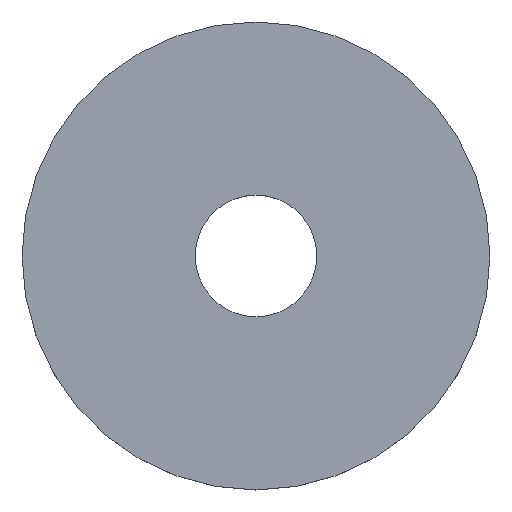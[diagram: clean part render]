
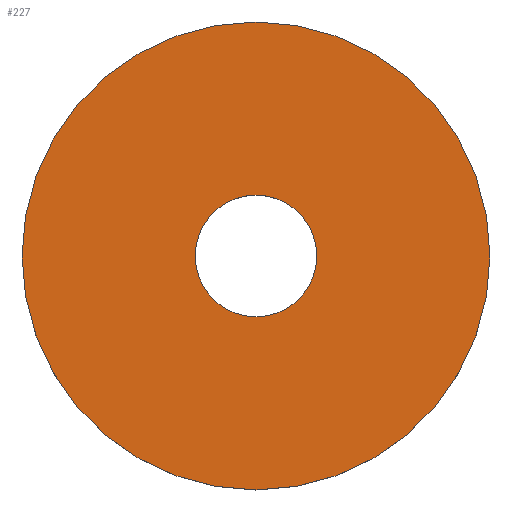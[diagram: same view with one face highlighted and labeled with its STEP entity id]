
A CAD part, top view. The second image highlights one B-rep face of the part: STEP entity #227.
In plain terms, the highlighted planar face has unit normal (0, 0, 1).
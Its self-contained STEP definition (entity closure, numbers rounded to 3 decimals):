
#2 = VERTEX_POINT ( 'NONE', #241 ) ;
#25 = CARTESIAN_POINT ( 'NONE',  ( 0., 0., 5. ) ) ;
#30 = CIRCLE ( 'NONE', #165, 25. ) ;
#38 = ORIENTED_EDGE ( 'NONE', *, *, #118, .T. ) ;
#40 = AXIS2_PLACEMENT_3D ( 'NONE', #101, #217, #112 ) ;
#47 = PLANE ( 'NONE',  #40 ) ;
#51 = EDGE_CURVE ( 'NONE', #2, #222, #211, .T. ) ;
#60 = ORIENTED_EDGE ( 'NONE', *, *, #131, .F. ) ;
#64 = EDGE_LOOP ( 'NONE', ( #38, #240 ) ) ;
#69 = ORIENTED_EDGE ( 'NONE', *, *, #51, .F. ) ;
#76 = EDGE_CURVE ( 'NONE', #89, #226, #30, .T. ) ;
#78 = DIRECTION ( 'NONE',  ( 0., 0., 1. ) ) ;
#80 = CARTESIAN_POINT ( 'NONE',  ( 0., 0., 5. ) ) ;
#84 = FACE_BOUND ( 'NONE', #122, .T. ) ;
#89 = VERTEX_POINT ( 'NONE', #247 ) ;
#92 = AXIS2_PLACEMENT_3D ( 'NONE', #25, #100, #152 ) ;
#100 = DIRECTION ( 'NONE',  ( 0., 0., 1. ) ) ;
#101 = CARTESIAN_POINT ( 'NONE',  ( 0., 0., 5. ) ) ;
#112 = DIRECTION ( 'NONE',  ( 1., 0., 0. ) ) ;
#117 = DIRECTION ( 'NONE',  ( 0., 0., 1. ) ) ;
#118 = EDGE_CURVE ( 'NONE', #226, #89, #203, .T. ) ;
#122 = EDGE_LOOP ( 'NONE', ( #60, #69 ) ) ;
#131 = EDGE_CURVE ( 'NONE', #222, #2, #245, .T. ) ;
#132 = CARTESIAN_POINT ( 'NONE',  ( 0., 0., 5. ) ) ;
#143 = DIRECTION ( 'NONE',  ( 1., 0., 0. ) ) ;
#152 = DIRECTION ( 'NONE',  ( 1., 0., 0. ) ) ;
#159 = CARTESIAN_POINT ( 'NONE',  ( -25., 0., 5. ) ) ;
#165 = AXIS2_PLACEMENT_3D ( 'NONE', #230, #117, #192 ) ;
#174 = FACE_OUTER_BOUND ( 'NONE', #64, .T. ) ;
#178 = AXIS2_PLACEMENT_3D ( 'NONE', #80, #78, #233 ) ;
#192 = DIRECTION ( 'NONE',  ( 1., 0., 0. ) ) ;
#203 = CIRCLE ( 'NONE', #92, 25. ) ;
#211 = CIRCLE ( 'NONE', #178, 6.5 ) ;
#214 = DIRECTION ( 'NONE',  ( 0., 0., 1. ) ) ;
#217 = DIRECTION ( 'NONE',  ( 0., 0., 1. ) ) ;
#222 = VERTEX_POINT ( 'NONE', #234 ) ;
#226 = VERTEX_POINT ( 'NONE', #159 ) ;
#227 = ADVANCED_FACE ( 'NONE', ( #174, #84 ), #47, .T. ) ;
#230 = CARTESIAN_POINT ( 'NONE',  ( 0., 0., 5. ) ) ;
#233 = DIRECTION ( 'NONE',  ( 1., 0., 0. ) ) ;
#234 = CARTESIAN_POINT ( 'NONE',  ( -6.5, 0., 5. ) ) ;
#239 = AXIS2_PLACEMENT_3D ( 'NONE', #132, #214, #143 ) ;
#240 = ORIENTED_EDGE ( 'NONE', *, *, #76, .T. ) ;
#241 = CARTESIAN_POINT ( 'NONE',  ( 6.5, 0., 5. ) ) ;
#245 = CIRCLE ( 'NONE', #239, 6.5 ) ;
#247 = CARTESIAN_POINT ( 'NONE',  ( 25., 0., 5. ) ) ;
